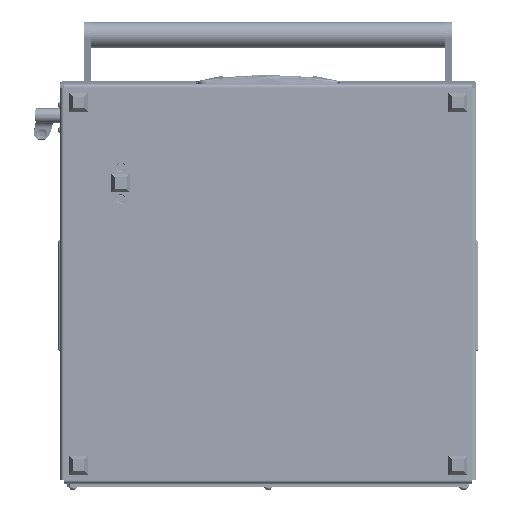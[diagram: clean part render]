
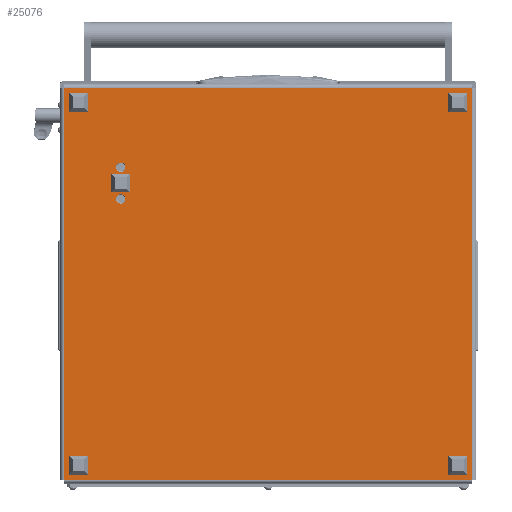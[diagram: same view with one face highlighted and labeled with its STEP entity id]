
A CAD part, front view. The second image highlights one B-rep face of the part: STEP entity #25076.
In plain terms, the highlighted face is planar.
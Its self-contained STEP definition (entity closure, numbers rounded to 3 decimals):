
#1632 = DIRECTION ( 'NONE',  ( -1., 0., 0. ) ) ;
#3633 = ORIENTED_EDGE ( 'NONE', *, *, #97548, .F. ) ;
#9765 = DIRECTION ( 'NONE',  ( 0., 1., 0. ) ) ;
#10394 = CARTESIAN_POINT ( 'NONE',  ( 0., 452., 0. ) ) ;
#10715 = VERTEX_POINT ( 'NONE', #121278 ) ;
#12601 = AXIS2_PLACEMENT_3D ( 'NONE', #47511, #30575, #13600 ) ;
#13104 = DIRECTION ( 'NONE',  ( 0., 0., -1. ) ) ;
#13600 = DIRECTION ( 'NONE',  ( -1., 0., 0. ) ) ;
#15734 = CARTESIAN_POINT ( 'NONE',  ( 436., 452., 0. ) ) ;
#21657 = FACE_OUTER_BOUND ( 'NONE', #55196, .T. ) ;
#22293 = CARTESIAN_POINT ( 'NONE',  ( 2., 0., 0. ) ) ;
#22819 = ORIENTED_EDGE ( 'NONE', *, *, #44088, .F. ) ;
#25076 = ADVANCED_FACE ( 'NONE', ( #52357, #31079, #21657 ), #117108, .T. ) ;
#27221 = CIRCLE ( 'NONE', #93350, 5.2 ) ;
#30575 = DIRECTION ( 'NONE',  ( 0., 0., -1. ) ) ;
#30705 = DIRECTION ( 'NONE',  ( -1., 0., 0. ) ) ;
#31079 = FACE_BOUND ( 'NONE', #95355, .T. ) ;
#31107 = DIRECTION ( 'NONE',  ( -1., 0., 0. ) ) ;
#32320 = DIRECTION ( 'NONE',  ( -1., 0., 0. ) ) ;
#36156 = ORIENTED_EDGE ( 'NONE', *, *, #45074, .F. ) ;
#36699 = DIRECTION ( 'NONE',  ( 0., -1., 0. ) ) ;
#39209 = DIRECTION ( 'NONE',  ( -1., 0., 0. ) ) ;
#42309 = VECTOR ( 'NONE', #115874, 1000. ) ;
#44065 = AXIS2_PLACEMENT_3D ( 'NONE', #86433, #96545, #1632 ) ;
#44088 = EDGE_CURVE ( 'NONE', #105365, #85821, #76288, .T. ) ;
#45074 = EDGE_CURVE ( 'NONE', #117572, #108488, #84705, .T. ) ;
#45937 = CIRCLE ( 'NONE', #88079, 5.2 ) ;
#47511 = CARTESIAN_POINT ( 'NONE',  ( 125., 389., 0. ) ) ;
#48438 = EDGE_CURVE ( 'NONE', #108488, #117572, #45937, .T. ) ;
#49131 = VERTEX_POINT ( 'NONE', #70161 ) ;
#51130 = LINE ( 'NONE', #107131, #97432 ) ;
#52357 = FACE_BOUND ( 'NONE', #91591, .T. ) ;
#54360 = ORIENTED_EDGE ( 'NONE', *, *, #99693, .T. ) ;
#54448 = VECTOR ( 'NONE', #9765, 1000. ) ;
#54568 = CARTESIAN_POINT ( 'NONE',  ( 84.8, 389., 0. ) ) ;
#55196 = EDGE_LOOP ( 'NONE', ( #54360, #121294, #22819, #89255 ) ) ;
#56301 = CARTESIAN_POINT ( 'NONE',  ( 2., 0., 0. ) ) ;
#56743 = LINE ( 'NONE', #74992, #115239 ) ;
#60494 = DIRECTION ( 'NONE',  ( 0., 0., -1. ) ) ;
#60764 = EDGE_CURVE ( 'NONE', #97701, #85821, #78744, .T. ) ;
#61502 = CARTESIAN_POINT ( 'NONE',  ( 2., 452., 0. ) ) ;
#63697 = VERTEX_POINT ( 'NONE', #54568 ) ;
#70161 = CARTESIAN_POINT ( 'NONE',  ( 95.2, 389., 0. ) ) ;
#74136 = EDGE_CURVE ( 'NONE', #63697, #49131, #98281, .T. ) ;
#74992 = CARTESIAN_POINT ( 'NONE',  ( 436., 452., 0. ) ) ;
#76288 = LINE ( 'NONE', #10394, #42309 ) ;
#77001 = AXIS2_PLACEMENT_3D ( 'NONE', #109575, #80613, #32320 ) ;
#78364 = CARTESIAN_POINT ( 'NONE',  ( 90., 389., 0. ) ) ;
#78744 = LINE ( 'NONE', #22293, #54448 ) ;
#79416 = CARTESIAN_POINT ( 'NONE',  ( 119.8, 389., 0. ) ) ;
#80613 = DIRECTION ( 'NONE',  ( 0., 0., -1. ) ) ;
#84705 = CIRCLE ( 'NONE', #12601, 5.2 ) ;
#85821 = VERTEX_POINT ( 'NONE', #61502 ) ;
#86433 = CARTESIAN_POINT ( 'NONE',  ( 90., 389., 0. ) ) ;
#88079 = AXIS2_PLACEMENT_3D ( 'NONE', #117101, #60494, #39209 ) ;
#88754 = CARTESIAN_POINT ( 'NONE',  ( 130.2, 389., 0. ) ) ;
#89255 = ORIENTED_EDGE ( 'NONE', *, *, #96647, .T. ) ;
#91591 = EDGE_LOOP ( 'NONE', ( #98039, #3633 ) ) ;
#93350 = AXIS2_PLACEMENT_3D ( 'NONE', #78364, #13104, #30705 ) ;
#95355 = EDGE_LOOP ( 'NONE', ( #118322, #36156 ) ) ;
#96545 = DIRECTION ( 'NONE',  ( 0., 0., -1. ) ) ;
#96647 = EDGE_CURVE ( 'NONE', #105365, #10715, #56743, .T. ) ;
#97432 = VECTOR ( 'NONE', #31107, 1000. ) ;
#97548 = EDGE_CURVE ( 'NONE', #49131, #63697, #27221, .T. ) ;
#97701 = VERTEX_POINT ( 'NONE', #56301 ) ;
#98039 = ORIENTED_EDGE ( 'NONE', *, *, #74136, .F. ) ;
#98281 = CIRCLE ( 'NONE', #44065, 5.2 ) ;
#99693 = EDGE_CURVE ( 'NONE', #10715, #97701, #51130, .T. ) ;
#105365 = VERTEX_POINT ( 'NONE', #15734 ) ;
#107131 = CARTESIAN_POINT ( 'NONE',  ( 436., 0., 0. ) ) ;
#108488 = VERTEX_POINT ( 'NONE', #79416 ) ;
#109575 = CARTESIAN_POINT ( 'NONE',  ( 0., 452., 0. ) ) ;
#115239 = VECTOR ( 'NONE', #36699, 1000. ) ;
#115874 = DIRECTION ( 'NONE',  ( -1., 0., 0. ) ) ;
#117101 = CARTESIAN_POINT ( 'NONE',  ( 125., 389., 0. ) ) ;
#117108 = PLANE ( 'NONE',  #77001 ) ;
#117572 = VERTEX_POINT ( 'NONE', #88754 ) ;
#118322 = ORIENTED_EDGE ( 'NONE', *, *, #48438, .F. ) ;
#121278 = CARTESIAN_POINT ( 'NONE',  ( 436., 0., 0. ) ) ;
#121294 = ORIENTED_EDGE ( 'NONE', *, *, #60764, .T. ) ;
